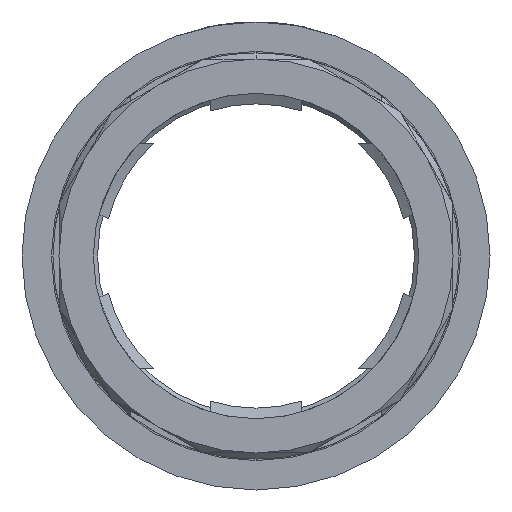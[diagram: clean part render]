
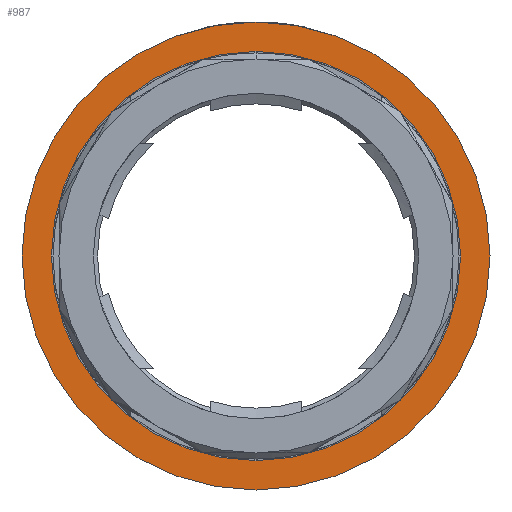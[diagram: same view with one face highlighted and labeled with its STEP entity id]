
A CAD part, front view. The second image highlights one B-rep face of the part: STEP entity #987.
In plain terms, the highlighted planar face has unit normal (0, -1, 0).
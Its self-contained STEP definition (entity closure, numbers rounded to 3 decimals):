
#855 = ORIENTED_EDGE ( 'NONE', *, *, #2497, .T. ) ;
#856 = ORIENTED_EDGE ( 'NONE', *, *, #2526, .T. ) ;
#973 = EDGE_LOOP ( 'NONE', ( #985, #986 ) ) ;
#976 = EDGE_LOOP ( 'NONE', ( #856, #855 ) ) ;
#982 = EDGE_CURVE ( 'NONE', #1543, #1542, #6559, .T. ) ;
#985 = ORIENTED_EDGE ( 'NONE', *, *, #1541, .F. ) ;
#986 = ORIENTED_EDGE ( 'NONE', *, *, #982, .F. ) ;
#987 = ADVANCED_FACE ( 'NONE', ( #6560, #6554 ), #6553, .F. ) ;
#1541 = EDGE_CURVE ( 'NONE', #1542, #1543, #10405, .T. ) ;
#1542 = VERTEX_POINT ( 'NONE', #10400 ) ;
#1543 = VERTEX_POINT ( 'NONE', #10399 ) ;
#2424 = VERTEX_POINT ( 'NONE', #12243 ) ;
#2425 = VERTEX_POINT ( 'NONE', #12242 ) ;
#2497 = EDGE_CURVE ( 'NONE', #2424, #2425, #12387, .T. ) ;
#2526 = EDGE_CURVE ( 'NONE', #2425, #2424, #12473, .T. ) ;
#6549 = DIRECTION ( 'NONE',  ( 0., 0., 1. ) ) ;
#6550 = DIRECTION ( 'NONE',  ( 0., 1., 0. ) ) ;
#6551 = CARTESIAN_POINT ( 'NONE',  ( 0., 35.9, 0. ) ) ;
#6552 = AXIS2_PLACEMENT_3D ( 'NONE', #6551, #6550, #6549 ) ;
#6553 = PLANE ( 'NONE',  #6552 ) ;
#6554 = FACE_BOUND ( 'NONE', #976, .T. ) ;
#6555 = DIRECTION ( 'NONE',  ( 0., 0., 1. ) ) ;
#6556 = DIRECTION ( 'NONE',  ( 0., 1., 0. ) ) ;
#6557 = CARTESIAN_POINT ( 'NONE',  ( 0., 35.9, 0. ) ) ;
#6558 = AXIS2_PLACEMENT_3D ( 'NONE', #6557, #6556, #6555 ) ;
#6559 = CIRCLE ( 'NONE', #6558, 31. ) ;
#6560 = FACE_OUTER_BOUND ( 'NONE', #973, .T. ) ;
#10399 = CARTESIAN_POINT ( 'NONE',  ( 0., 35.9, -31. ) ) ;
#10400 = CARTESIAN_POINT ( 'NONE',  ( 0., 35.9, 31. ) ) ;
#10401 = DIRECTION ( 'NONE',  ( 0., 0., 1. ) ) ;
#10402 = DIRECTION ( 'NONE',  ( 0., 1., 0. ) ) ;
#10403 = CARTESIAN_POINT ( 'NONE',  ( 0., 35.9, 0. ) ) ;
#10404 = AXIS2_PLACEMENT_3D ( 'NONE', #10403, #10402, #10401 ) ;
#10405 = CIRCLE ( 'NONE', #10404, 31. ) ;
#12242 = CARTESIAN_POINT ( 'NONE',  ( 0., 35.9, -27.1 ) ) ;
#12243 = CARTESIAN_POINT ( 'NONE',  ( 0., 35.9, 27.1 ) ) ;
#12383 = DIRECTION ( 'NONE',  ( 0., 0., 1. ) ) ;
#12384 = DIRECTION ( 'NONE',  ( 0., 1., 0. ) ) ;
#12385 = CARTESIAN_POINT ( 'NONE',  ( 0., 35.9, 0. ) ) ;
#12386 = AXIS2_PLACEMENT_3D ( 'NONE', #12385, #12384, #12383 ) ;
#12387 = CIRCLE ( 'NONE', #12386, 27.1 ) ;
#12469 = DIRECTION ( 'NONE',  ( 0., 0., 1. ) ) ;
#12470 = DIRECTION ( 'NONE',  ( 0., 1., 0. ) ) ;
#12471 = CARTESIAN_POINT ( 'NONE',  ( 0., 35.9, 0. ) ) ;
#12472 = AXIS2_PLACEMENT_3D ( 'NONE', #12471, #12470, #12469 ) ;
#12473 = CIRCLE ( 'NONE', #12472, 27.1 ) ;
